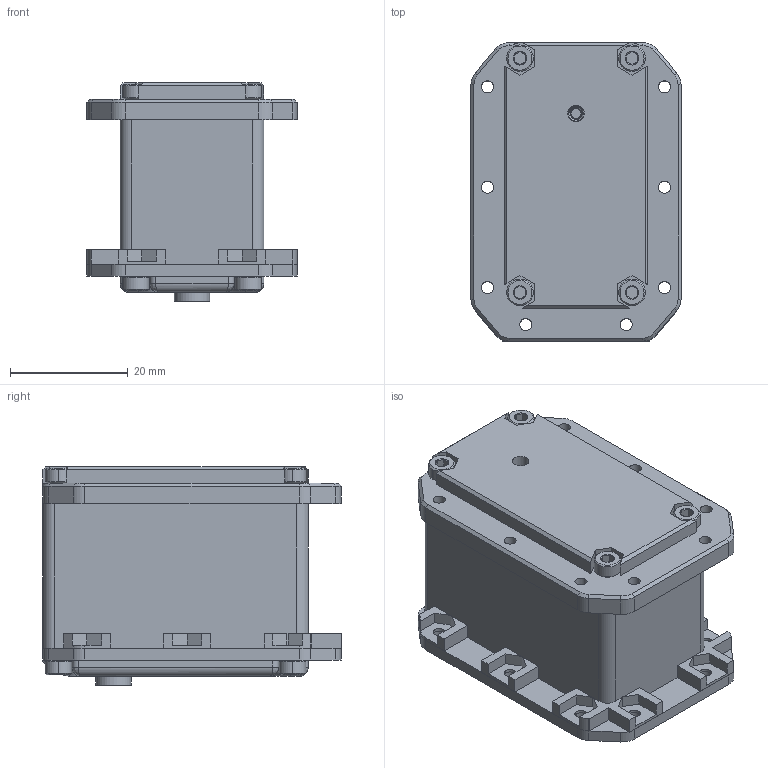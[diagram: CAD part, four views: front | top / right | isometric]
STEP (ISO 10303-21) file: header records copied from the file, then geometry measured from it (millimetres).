
FILE_DESCRIPTION(/* description */ (''),/* implementation_level */ '2;1');
FILE_NAME(/* name */ 'MX-28AT_AR DUMMY_v18.step',/* time_stamp */ '2023-01-28T13:11:23-08:00',/* author */ (''),/* organization */ (''),/* preprocessor_version */ 'ST-DEVELOPER v19.2',/* originating_system */ 'Autodesk Translation Framework v11.17.0.187',/* authorisation */ '');
FILE_SCHEMA (('AUTOMOTIVE_DESIGN { 1 0 10303 214 3 1 1 }'));
Length unit declared in the file: millimetre
Products named in the file (15): MX-28AT_AR DUMMY; fasteners; M2.5 x 8; M2.5 x 8_1; M2.5 x 8_2; M2.5 x 8_3; M2.5 x 8_4; M2.5 x 8_5; M2.5 x 8_6; M2.5 x 8_7; 91292A012_18-8 Stainless Steel Socket Head Screw; 94868A175_Female Threaded Hex Standoff; front; back; trunk
Assembly tree (21 placements, depth 4):
  MX-28AT_AR DUMMY
    fasteners
      M2.5 x 8
        91292A012_18-8 Stainless Steel Socket Head Screw
      M2.5 x 8_1
        91292A012_18-8 Stainless Steel Socket Head Screw
      M2.5 x 8_2
        91292A012_18-8 Stainless Steel Socket Head Screw
      M2.5 x 8_3
        91292A012_18-8 Stainless Steel Socket Head Screw
      M2.5 x 8_4
        91292A012_18-8 Stainless Steel Socket Head Screw
      M2.5 x 8_5
        91292A012_18-8 Stainless Steel Socket Head Screw
      M2.5 x 8_6
        91292A012_18-8 Stainless Steel Socket Head Screw
      M2.5 x 8_7
        91292A012_18-8 Stainless Steel Socket Head Screw
      94868A175_Female Threaded Hex Standoff
    front
    back
    trunk
Bounding box: 35.6 x 50.6 x 37 mm (x, y, z)
Volume: 41748 mm3; surface area: 18163.7 mm2
Topology: 12 solids, 12 shells, 1112 faces, 3034 edges, 1965 vertices
Faces by surface type: cylinder 699, plane 252, cone 127, bspline 28, torus 6
Full cylindrical faces by diameter (mm): 1.76 x17, 2 x4, 2.05 x24, 2.5 x8, 2.8 x2, 5.5 x1, 6 x1
Entity records: 25018 total; most frequent: CARTESIAN_POINT 14341, ORIENTED_EDGE 2316, DIRECTION 1987, EDGE_CURVE 1158, VERTEX_POINT 754, AXIS2_PLACEMENT_3D 663, LINE 661, VECTOR 661
